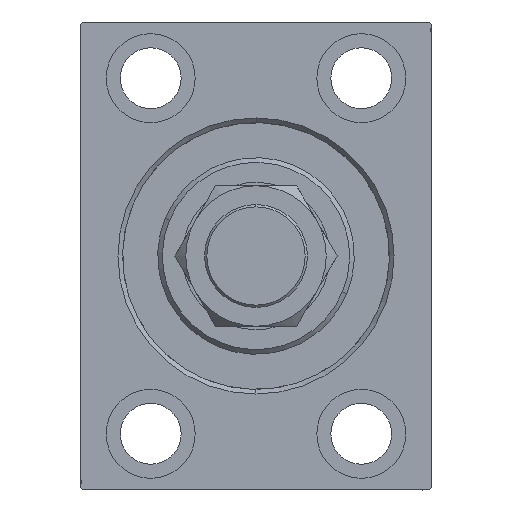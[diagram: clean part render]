
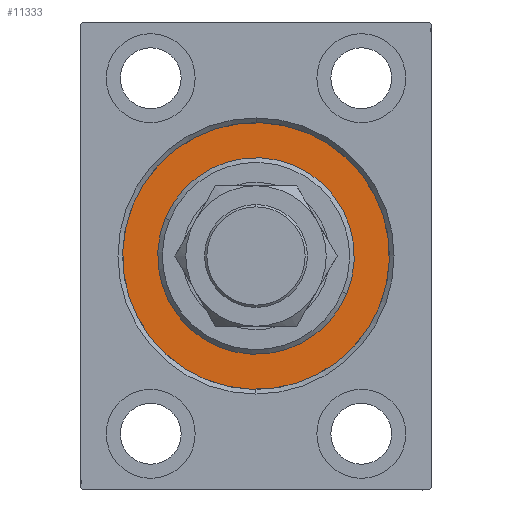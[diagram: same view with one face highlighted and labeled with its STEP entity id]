
A CAD part, left-side view. The second image highlights one B-rep face of the part: STEP entity #11333.
In plain terms, the highlighted face is planar.
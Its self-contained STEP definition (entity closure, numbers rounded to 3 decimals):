
#3038 = VERTEX_POINT ( 'NONE', #28059 ) ;
#4039 = VERTEX_POINT ( 'NONE', #18381 ) ;
#4161 = CARTESIAN_POINT ( 'NONE',  ( 0., 0., -21. ) ) ;
#4448 = DIRECTION ( 'NONE',  ( -1., 0., 0. ) ) ;
#4711 = CARTESIAN_POINT ( 'NONE',  ( 0., 0., 0. ) ) ;
#4713 = CIRCLE ( 'NONE', #29830, 28.5 ) ;
#8191 = DIRECTION ( 'NONE',  ( 0., 0., 1. ) ) ;
#9043 = DIRECTION ( 'NONE',  ( 0., 0., -1. ) ) ;
#9282 = CIRCLE ( 'NONE', #35122, 21. ) ;
#9429 = ORIENTED_EDGE ( 'NONE', *, *, #35669, .F. ) ;
#9720 = EDGE_LOOP ( 'NONE', ( #18481, #28199 ) ) ;
#9900 = CIRCLE ( 'NONE', #40921, 21. ) ;
#11174 = CARTESIAN_POINT ( 'NONE',  ( 0., 0., 0. ) ) ;
#11333 = ADVANCED_FACE ( 'NONE', ( #14387, #43318 ), #28479, .F. ) ;
#12811 = CIRCLE ( 'NONE', #30543, 28.5 ) ;
#14387 = FACE_BOUND ( 'NONE', #9720, .T. ) ;
#16678 = CARTESIAN_POINT ( 'NONE',  ( 0., 0., 0. ) ) ;
#18381 = CARTESIAN_POINT ( 'NONE',  ( 0., 0., -28.5 ) ) ;
#18481 = ORIENTED_EDGE ( 'NONE', *, *, #36170, .F. ) ;
#22687 = CARTESIAN_POINT ( 'NONE',  ( 0., 0., 0. ) ) ;
#24210 = DIRECTION ( 'NONE',  ( -1., 0., 0. ) ) ;
#25488 = CARTESIAN_POINT ( 'NONE',  ( 0., 0., 0. ) ) ;
#27472 = VERTEX_POINT ( 'NONE', #4161 ) ;
#28059 = CARTESIAN_POINT ( 'NONE',  ( 0., 0., 21. ) ) ;
#28199 = ORIENTED_EDGE ( 'NONE', *, *, #45575, .F. ) ;
#28479 = PLANE ( 'NONE',  #33728 ) ;
#29198 = DIRECTION ( 'NONE',  ( 0., 0., 1. ) ) ;
#29830 = AXIS2_PLACEMENT_3D ( 'NONE', #4711, #43815, #8191 ) ;
#29842 = EDGE_LOOP ( 'NONE', ( #9429, #31236 ) ) ;
#30543 = AXIS2_PLACEMENT_3D ( 'NONE', #11174, #24210, #29198 ) ;
#31236 = ORIENTED_EDGE ( 'NONE', *, *, #36804, .F. ) ;
#32425 = DIRECTION ( 'NONE',  ( 0., 0., 1. ) ) ;
#33728 = AXIS2_PLACEMENT_3D ( 'NONE', #25488, #4448, #32425 ) ;
#35035 = VERTEX_POINT ( 'NONE', #43046 ) ;
#35122 = AXIS2_PLACEMENT_3D ( 'NONE', #22687, #40741, #9043 ) ;
#35669 = EDGE_CURVE ( 'NONE', #4039, #35035, #12811, .T. ) ;
#36170 = EDGE_CURVE ( 'NONE', #3038, #27472, #9900, .T. ) ;
#36804 = EDGE_CURVE ( 'NONE', #35035, #4039, #4713, .T. ) ;
#40741 = DIRECTION ( 'NONE',  ( 1., 0., 0. ) ) ;
#40921 = AXIS2_PLACEMENT_3D ( 'NONE', #16678, #45134, #40971 ) ;
#40971 = DIRECTION ( 'NONE',  ( 0., 0., -1. ) ) ;
#43046 = CARTESIAN_POINT ( 'NONE',  ( 0., 0., 28.5 ) ) ;
#43318 = FACE_OUTER_BOUND ( 'NONE', #29842, .T. ) ;
#43815 = DIRECTION ( 'NONE',  ( -1., 0., 0. ) ) ;
#45134 = DIRECTION ( 'NONE',  ( 1., 0., 0. ) ) ;
#45575 = EDGE_CURVE ( 'NONE', #27472, #3038, #9282, .T. ) ;
